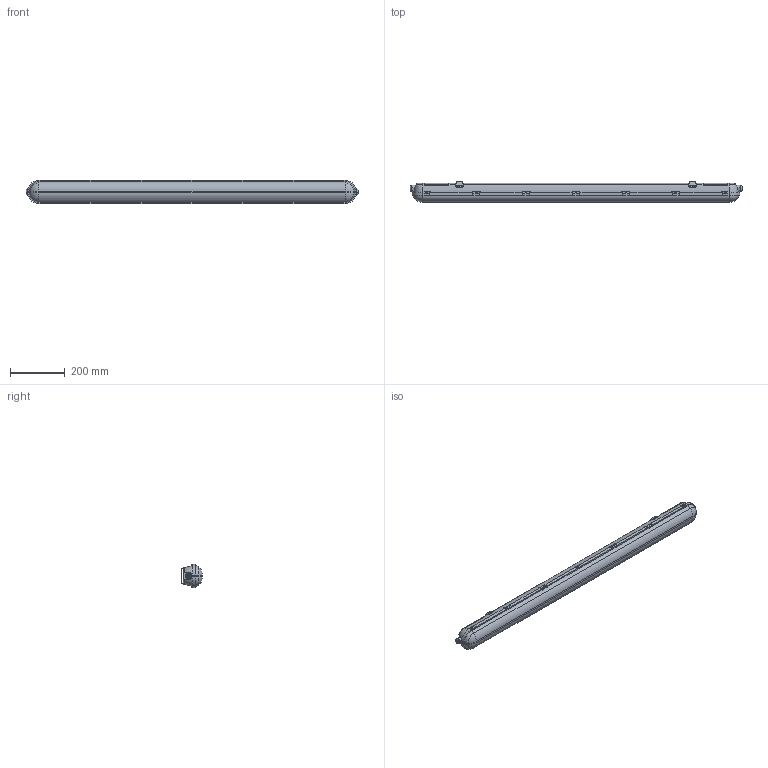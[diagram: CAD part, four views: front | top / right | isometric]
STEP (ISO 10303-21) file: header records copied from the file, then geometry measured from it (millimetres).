
FILE_DESCRIPTION (( 'STEP AP214' ), '1' );
FILE_NAME ('Ñâåòèëüíèê ÄÑÏ 1422 40Âò 6500Ê IP65 1200ìì IEK.STEP', '2019-02-06T08:54:32', ( '' ), ( '' ), 'SwSTEP 2.0', 'SolidWorks 2014', '' );
FILE_SCHEMA (( 'AUTOMOTIVE_DESIGN' ));
Length unit declared in the file: millimetre
Products named in the file (1): Ñâåòèëüíèê ÄÑÏ 1422 40Âò 6500Ê IP65 1200ìì IEK
Bounding box: 1215 x 75.9 x 86.75 mm (x, y, z)
Volume: 5433719.5 mm3; surface area: 370189.1 mm2
Topology: 1 solids, 3 shells, 1026 faces, 2956 edges, 1940 vertices
Faces by surface type: plane 608, cylinder 358, torus 38, cone 22
Entity records: 34324 total; most frequent: CARTESIAN_POINT 6317, DIRECTION 6000, ORIENTED_EDGE 5912, EDGE_CURVE 2956, AXIS2_PLACEMENT_3D 2059, VERTEX_POINT 1940, LINE 1882, VECTOR 1882
